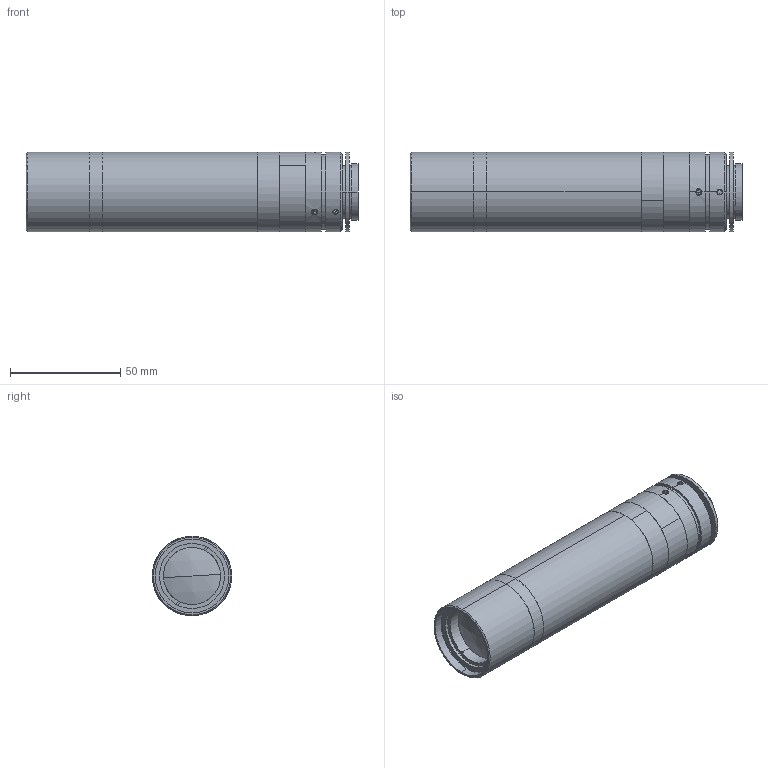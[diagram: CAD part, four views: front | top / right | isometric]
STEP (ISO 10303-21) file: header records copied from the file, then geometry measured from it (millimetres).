
FILE_DESCRIPTION (( 'STEP AP203' ), '1' );
FILE_NAME ('XF-MH025X446-1.1C.STEP', '2024-08-08T07:23:19', ( '' ), ( '' ), 'SwSTEP 2.0', 'SolidWorks 2022', '' );
FILE_SCHEMA (( 'CONFIG_CONTROL_DESIGN' ));
Length unit declared in the file: millimetre
Products named in the file (1): XF-MH025X446-1.1C
Bounding box: 150.47 x 36 x 36 mm (x, y, z)
Surface area: 23295.5 mm2 (no closed solid volume)
Topology: 0 solids, 20 shells, 130 faces, 368 edges, 245 vertices
Faces by surface type: plane 66, cylinder 42, cone 20, sphere 2
Entity records: 4516 total; most frequent: CARTESIAN_POINT 1078, DIRECTION 748, ORIENTED_EDGE 582, EDGE_CURVE 360, AXIS2_PLACEMENT_3D 275, VERTEX_POINT 245, LINE 198, VECTOR 198
